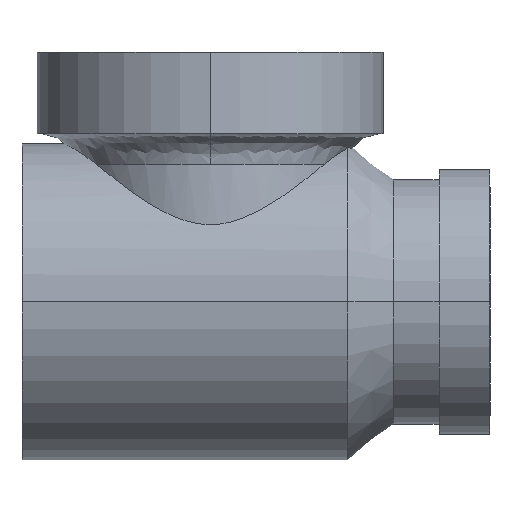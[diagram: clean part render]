
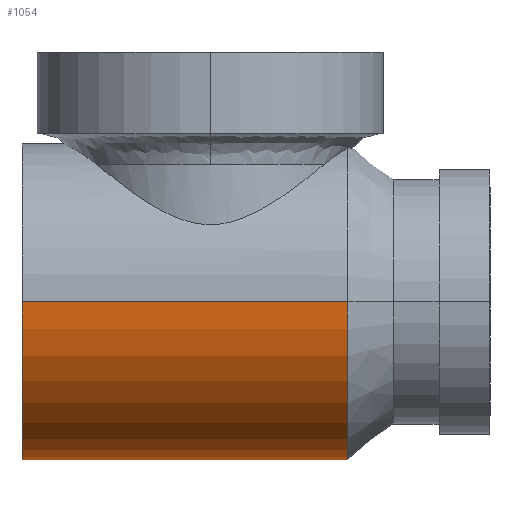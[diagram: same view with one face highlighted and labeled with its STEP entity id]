
A CAD part, left-side view. The second image highlights one B-rep face of the part: STEP entity #1054.
In plain terms, the highlighted cylindrical face has radius 15.5 mm (diameter 31 mm), a partial arc.
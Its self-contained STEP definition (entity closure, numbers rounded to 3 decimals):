
#26 = EDGE_CURVE ( 'NONE', #1070, #913, #2286, .T. ) ;
#128 = CARTESIAN_POINT ( 'NONE',  ( -46.82, 25.5, 100.6 ) ) ;
#186 = CARTESIAN_POINT ( 'NONE',  ( -15.82, 46.39, 100.168 ) ) ;
#191 = CARTESIAN_POINT ( 'NONE',  ( -15.838, 59.467, 99.736 ) ) ;
#213 = LINE ( 'NONE', #128, #2233 ) ;
#228 = CARTESIAN_POINT ( 'NONE',  ( -17.277, 53.389, 94.04 ) ) ;
#252 = DIRECTION ( 'NONE',  ( 0., 1., 0. ) ) ;
#288 = CARTESIAN_POINT ( 'NONE',  ( -15.82, 25.5, 100.6 ) ) ;
#324 = ORIENTED_EDGE ( 'NONE', *, *, #26, .T. ) ;
#349 = DIRECTION ( 'NONE',  ( 0., 1., 0. ) ) ;
#378 = AXIS2_PLACEMENT_3D ( 'NONE', #2096, #252, #1034 ) ;
#417 = CARTESIAN_POINT ( 'NONE',  ( -17.277, 52.731, 94.04 ) ) ;
#436 = CARTESIAN_POINT ( 'NONE',  ( -16.624, 57.284, 95.671 ) ) ;
#473 = CARTESIAN_POINT ( 'NONE',  ( -15.914, 59.286, 98.886 ) ) ;
#638 = CARTESIAN_POINT ( 'NONE',  ( -15.82, 39.45, 100.6 ) ) ;
#642 = EDGE_CURVE ( 'NONE', #1070, #1905, #3137, .T. ) ;
#683 = CARTESIAN_POINT ( 'NONE',  ( -17.277, 52.95, 94.04 ) ) ;
#688 = CARTESIAN_POINT ( 'NONE',  ( -16.719, 48.951, 95.396 ) ) ;
#697 = CARTESIAN_POINT ( 'NONE',  ( -16.577, 57.44, 95.813 ) ) ;
#700 = AXIS2_PLACEMENT_3D ( 'NONE', #929, #3301, #1195 ) ;
#703 = CARTESIAN_POINT ( 'NONE',  ( -15.838, 46.433, 99.737 ) ) ;
#777 = EDGE_CURVE ( 'NONE', #913, #2060, #213, .T. ) ;
#790 = CARTESIAN_POINT ( 'NONE',  ( -15.82, 25.5, 100.6 ) ) ;
#873 = AXIS2_PLACEMENT_3D ( 'NONE', #2294, #2591, #978 ) ;
#897 = DIRECTION ( 'NONE',  ( 0., 1., 0. ) ) ;
#913 = VERTEX_POINT ( 'NONE', #3072 ) ;
#929 = CARTESIAN_POINT ( 'NONE',  ( -31.32, 25.5, 100.6 ) ) ;
#941 = CARTESIAN_POINT ( 'NONE',  ( -15.962, 46.732, 98.468 ) ) ;
#960 = CARTESIAN_POINT ( 'NONE',  ( -15.82, 59.51, 100.166 ) ) ;
#965 = CARTESIAN_POINT ( 'NONE',  ( -17.271, 52.51, 94.051 ) ) ;
#978 = DIRECTION ( 'NONE',  ( -1., 0., 0. ) ) ;
#982 = CARTESIAN_POINT ( 'NONE',  ( -16.98, 55.876, 94.713 ) ) ;
#988 = CARTESIAN_POINT ( 'NONE',  ( -15.91, 46.605, 98.879 ) ) ;
#997 = CARTESIAN_POINT ( 'NONE',  ( -15.891, 59.339, 99.099 ) ) ;
#1023 = FACE_OUTER_BOUND ( 'NONE', #1416, .T. ) ;
#1034 = DIRECTION ( 'NONE',  ( -1., 0., 0. ) ) ;
#1054 = ADVANCED_FACE ( 'NONE', ( #1023 ), #1735, .T. ) ;
#1070 = VERTEX_POINT ( 'NONE', #638 ) ;
#1128 = EDGE_CURVE ( 'NONE', #1905, #1882, #2502, .T. ) ;
#1137 = EDGE_CURVE ( 'NONE', #2060, #1877, #2277, .T. ) ;
#1142 = ORIENTED_EDGE ( 'NONE', *, *, #1128, .F. ) ;
#1170 = ORIENTED_EDGE ( 'NONE', *, *, #1592, .F. ) ;
#1195 = DIRECTION ( 'NONE',  ( -1., 0., 0. ) ) ;
#1416 = EDGE_LOOP ( 'NONE', ( #1492, #324, #2672, #2528, #1170, #1920, #1142 ) ) ;
#1480 = CARTESIAN_POINT ( 'NONE',  ( -16.436, 48.012, 96.261 ) ) ;
#1491 = CARTESIAN_POINT ( 'NONE',  ( -16.578, 48.464, 95.809 ) ) ;
#1492 = ORIENTED_EDGE ( 'NONE', *, *, #642, .F. ) ;
#1499 = CARTESIAN_POINT ( 'NONE',  ( -16.717, 56.955, 95.4 ) ) ;
#1513 = CARTESIAN_POINT ( 'NONE',  ( -16.093, 58.839, 97.678 ) ) ;
#1533 = CARTESIAN_POINT ( 'NONE',  ( -16.093, 47.062, 97.677 ) ) ;
#1592 = EDGE_CURVE ( 'NONE', #2103, #1877, #2849, .T. ) ;
#1735 = CYLINDRICAL_SURFACE ( 'NONE', #700, 15.5 ) ;
#1742 = CARTESIAN_POINT ( 'NONE',  ( -16.172, 47.268, 97.294 ) ) ;
#1751 = CARTESIAN_POINT ( 'NONE',  ( -17.277, 52.95, 94.04 ) ) ;
#1758 = CARTESIAN_POINT ( 'NONE',  ( -17.121, 55.085, 94.382 ) ) ;
#1773 = CARTESIAN_POINT ( 'NONE',  ( -17.256, 53.82, 94.084 ) ) ;
#1779 = CARTESIAN_POINT ( 'NONE',  ( -15.82, 46.39, 100.6 ) ) ;
#1792 = CARTESIAN_POINT ( 'NONE',  ( -17.178, 51.232, 94.255 ) ) ;
#1800 = CARTESIAN_POINT ( 'NONE',  ( -16.436, 57.889, 96.262 ) ) ;
#1877 = VERTEX_POINT ( 'NONE', #3307 ) ;
#1882 = VERTEX_POINT ( 'NONE', #683 ) ;
#1905 = VERTEX_POINT ( 'NONE', #3344 ) ;
#1920 = ORIENTED_EDGE ( 'NONE', *, *, #2932, .F. ) ;
#2032 = CARTESIAN_POINT ( 'NONE',  ( -16.764, 56.783, 95.272 ) ) ;
#2035 = CARTESIAN_POINT ( 'NONE',  ( -16.765, 49.121, 95.269 ) ) ;
#2060 = VERTEX_POINT ( 'NONE', #3315 ) ;
#2062 = CARTESIAN_POINT ( 'NONE',  ( -15.965, 59.159, 98.472 ) ) ;
#2096 = CARTESIAN_POINT ( 'NONE',  ( -31.32, 39.45, 100.6 ) ) ;
#2103 = VERTEX_POINT ( 'NONE', #2511 ) ;
#2233 = VECTOR ( 'NONE', #897, 1000. ) ;
#2277 = CIRCLE ( 'NONE', #873, 15.5 ) ;
#2285 = B_SPLINE_CURVE_WITH_KNOTS ( 'NONE', 3,
 ( #2840, #228, #1773, #3075, #1758, #982, #3086, #2032, #1499, #436, #697, #1800, #2570, #3377, #1513, #2612, #2062, #473, #997, #191, #960, #2860 ),
 .UNSPECIFIED., .F., .F.,
 ( 4, 2, 2, 2, 2, 2, 2, 2, 2, 2, 4 ),
 ( 0., 0.001, 0.003, 0.004, 0.005, 0.005, 0.006, 0.008, 0.008, 0.009, 0.01 ),
 .UNSPECIFIED. ) ;
#2286 = CIRCLE ( 'NONE', #378, 15.5 ) ;
#2294 = CARTESIAN_POINT ( 'NONE',  ( -31.32, 71.45, 100.6 ) ) ;
#2305 = CARTESIAN_POINT ( 'NONE',  ( -17.122, 50.821, 94.38 ) ) ;
#2321 = CARTESIAN_POINT ( 'NONE',  ( -16.626, 48.623, 95.665 ) ) ;
#2334 = CARTESIAN_POINT ( 'NONE',  ( -16.898, 49.648, 94.916 ) ) ;
#2462 = VECTOR ( 'NONE', #349, 1000. ) ;
#2502 = B_SPLINE_CURVE_WITH_KNOTS ( 'NONE', 3,
 ( #1779, #186, #703, #988, #941, #1533, #1742, #2605, #1480, #1491, #2321, #688, #2035, #2334, #3367, #2305, #1792, #2562, #2575, #965, #417, #1751 ),
 .UNSPECIFIED., .F., .F.,
 ( 4, 2, 2, 2, 2, 2, 2, 2, 2, 2, 4 ),
 ( 0.031, 0.032, 0.034, 0.035, 0.036, 0.037, 0.038, 0.039, 0.04, 0.041, 0.041 ),
 .UNSPECIFIED. ) ;
#2511 = CARTESIAN_POINT ( 'NONE',  ( -15.82, 59.51, 100.6 ) ) ;
#2528 = ORIENTED_EDGE ( 'NONE', *, *, #1137, .T. ) ;
#2562 = CARTESIAN_POINT ( 'NONE',  ( -17.236, 51.864, 94.127 ) ) ;
#2570 = CARTESIAN_POINT ( 'NONE',  ( -16.343, 58.16, 96.591 ) ) ;
#2575 = CARTESIAN_POINT ( 'NONE',  ( -17.251, 52.077, 94.095 ) ) ;
#2591 = DIRECTION ( 'NONE',  ( 0., -1., 0. ) ) ;
#2605 = CARTESIAN_POINT ( 'NONE',  ( -16.344, 47.743, 96.588 ) ) ;
#2612 = CARTESIAN_POINT ( 'NONE',  ( -15.995, 59.086, 98.27 ) ) ;
#2672 = ORIENTED_EDGE ( 'NONE', *, *, #777, .T. ) ;
#2840 = CARTESIAN_POINT ( 'NONE',  ( -17.277, 52.95, 94.04 ) ) ;
#2849 = LINE ( 'NONE', #288, #2973 ) ;
#2860 = CARTESIAN_POINT ( 'NONE',  ( -15.82, 59.51, 100.6 ) ) ;
#2932 = EDGE_CURVE ( 'NONE', #1882, #2103, #2285, .T. ) ;
#2941 = DIRECTION ( 'NONE',  ( 0., 1., 0. ) ) ;
#2973 = VECTOR ( 'NONE', #2941, 1000. ) ;
#3072 = CARTESIAN_POINT ( 'NONE',  ( -46.82, 39.45, 100.6 ) ) ;
#3075 = CARTESIAN_POINT ( 'NONE',  ( -17.178, 54.665, 94.254 ) ) ;
#3086 = CARTESIAN_POINT ( 'NONE',  ( -16.898, 56.251, 94.915 ) ) ;
#3137 = LINE ( 'NONE', #790, #2462 ) ;
#3301 = DIRECTION ( 'NONE',  ( 0., 1., 0. ) ) ;
#3307 = CARTESIAN_POINT ( 'NONE',  ( -15.82, 71.45, 100.6 ) ) ;
#3315 = CARTESIAN_POINT ( 'NONE',  ( -46.82, 71.45, 100.6 ) ) ;
#3344 = CARTESIAN_POINT ( 'NONE',  ( -15.82, 46.39, 100.6 ) ) ;
#3367 = CARTESIAN_POINT ( 'NONE',  ( -16.98, 50.024, 94.713 ) ) ;
#3377 = CARTESIAN_POINT ( 'NONE',  ( -16.17, 58.637, 97.303 ) ) ;
